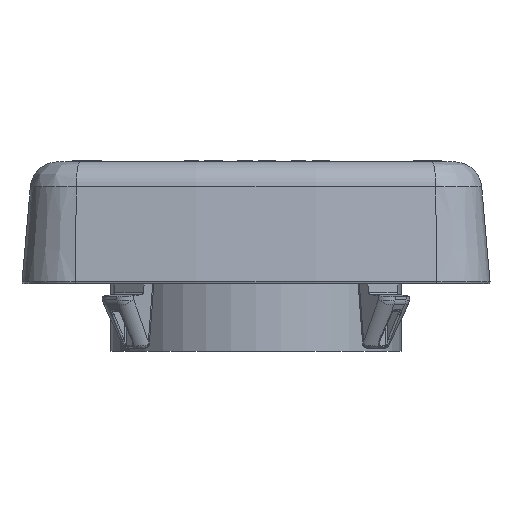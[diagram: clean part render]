
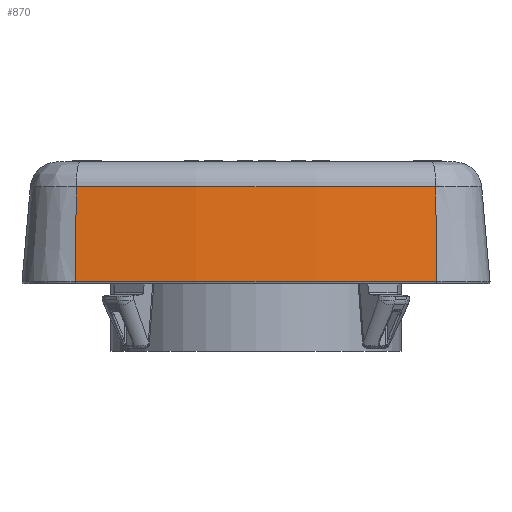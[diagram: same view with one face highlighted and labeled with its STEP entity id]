
A CAD part, left-side view. The second image highlights one B-rep face of the part: STEP entity #870.
In plain terms, the highlighted conical face has half-angle 5 degrees and reference radius 182.518 mm.
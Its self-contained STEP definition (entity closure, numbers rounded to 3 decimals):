
#458=CONICAL_SURFACE('',#41785,182.518,5.);
#870=ADVANCED_FACE('',(#4815),#458,.T.);
#4815=FACE_OUTER_BOUND('',#6967,.T.);
#6967=EDGE_LOOP('',(#19961,#19962,#19963,#19964));
#9310=LINE('',#55999,#14436);
#9311=LINE('',#56003,#14437);
#14436=VECTOR('',#44800,1.);
#14437=VECTOR('',#44805,1.);
#19961=ORIENTED_EDGE('',*,*,#35398,.F.);
#19962=ORIENTED_EDGE('',*,*,#35397,.T.);
#19963=ORIENTED_EDGE('',*,*,#35380,.F.);
#19964=ORIENTED_EDGE('',*,*,#35399,.F.);
#31461=VERTEX_POINT('',#55960);
#31463=VERTEX_POINT('',#55966);
#31471=VERTEX_POINT('',#55998);
#31472=VERTEX_POINT('',#56002);
#35380=EDGE_CURVE('',#31463,#31461,#41130,.T.);
#35397=EDGE_CURVE('',#31471,#31461,#9310,.T.);
#35398=EDGE_CURVE('',#31471,#31472,#41142,.T.);
#35399=EDGE_CURVE('',#31472,#31463,#9311,.T.);
#41130=CIRCLE('',#41763,183.033);
#41142=CIRCLE('',#41784,182.003);
#41763=AXIS2_PLACEMENT_3D('',#55965,#44755,#44756);
#41784=AXIS2_PLACEMENT_3D('',#56001,#44803,#44804);
#41785=AXIS2_PLACEMENT_3D('',#56004,#44806,#44807);
#44755=DIRECTION('',(0.,0.,-1.));
#44756=DIRECTION('',(-0.992,-0.123,0.));
#44800=DIRECTION('',(-0.086,0.011,-0.996));
#44803=DIRECTION('',(0.,0.,1.));
#44804=DIRECTION('',(-0.992,0.123,0.));
#44805=DIRECTION('',(-0.086,-0.011,-0.996));
#44806=DIRECTION('',(0.,0.,-1.));
#44807=DIRECTION('',(-1.,0.,0.));
#55960=CARTESIAN_POINT('',(-73.405,22.423,-0.383));
#55965=CARTESIAN_POINT('',(108.25,0.,-0.383));
#55966=CARTESIAN_POINT('',(-73.405,-22.423,-0.383));
#55998=CARTESIAN_POINT('',(-72.382,22.297,11.396));
#55999=CARTESIAN_POINT('',(-72.382,22.297,11.396));
#56001=CARTESIAN_POINT('',(108.25,0.,11.396));
#56002=CARTESIAN_POINT('',(-72.382,-22.297,11.396));
#56003=CARTESIAN_POINT('',(-72.382,-22.297,11.396));
#56004=CARTESIAN_POINT('',(108.25,0.,5.507));
